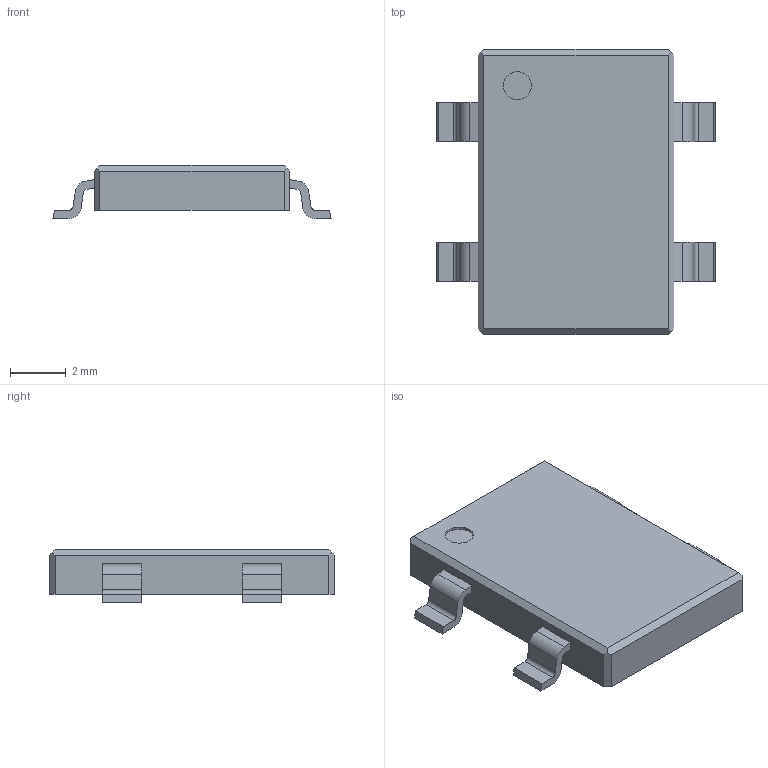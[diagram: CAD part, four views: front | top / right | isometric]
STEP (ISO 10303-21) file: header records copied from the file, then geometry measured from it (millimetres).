
FILE_DESCRIPTION(('CATIA V5 STEP Exchange'),'2;1');
FILE_NAME('YBSM6001.stp','2020-06-20T11:05:41+00:00',('none'),('none'),'CATIA Version 5 Release 18 GA (IN-10)','CATIA V5 STEP AP203','none');
FILE_SCHEMA(('CONFIG_CONTROL_DESIGN'));
Length unit declared in the file: millimetre
Products named in the file (1): Part1
Bounding box: 9.96 x 10.2 x 1.9 mm (x, y, z)
Volume: 117 mm3; surface area: 222.8 mm2
Topology: 1 solids, 1 shells, 69 faces, 186 edges, 124 vertices
Faces by surface type: plane 51, cylinder 18
Entity records: 2005 total; most frequent: ORIENTED_EDGE 372, CARTESIAN_POINT 363, DIRECTION 254, EDGE_CURVE 186, VECTOR 138, LINE 138, VERTEX_POINT 124, AXIS2_PLACEMENT_3D 77
